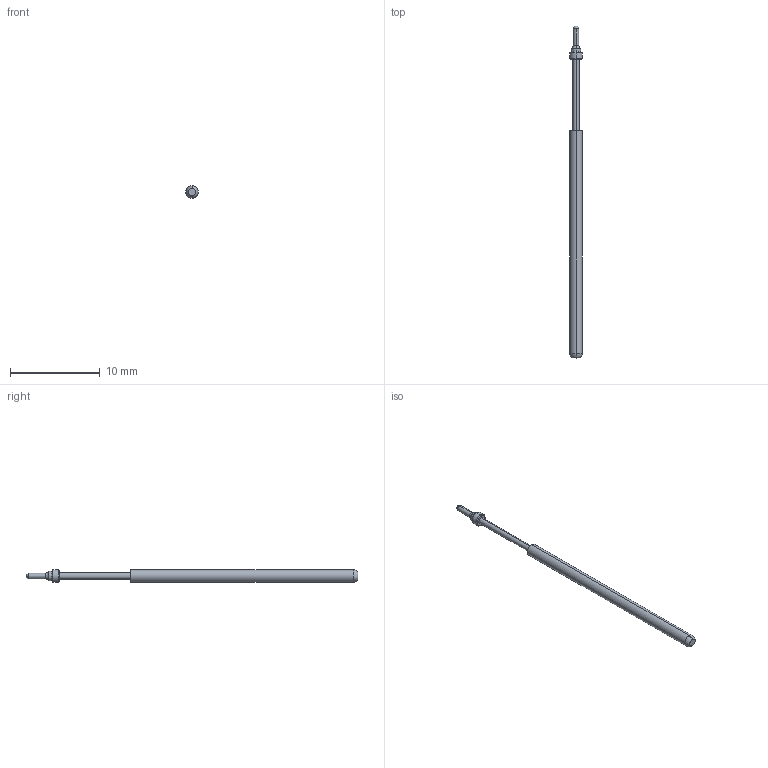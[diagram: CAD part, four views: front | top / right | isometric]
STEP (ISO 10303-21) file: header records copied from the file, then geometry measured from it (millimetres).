
FILE_DESCRIPTION (( 'STEP AP214' ), '1' );
FILE_NAME ('INGUN_111606.STEP', '2021-03-25T10:49:07', ( '' ), ( '' ), 'SwSTEP 2.0', 'SolidWorks 2018', '' );
FILE_SCHEMA (( 'AUTOMOTIVE_DESIGN' ));
Length unit declared in the file: millimetre
Products named in the file (1): INGUN_111606
Bounding box: 1.42 x 37.08 x 1.42 mm (x, y, z)
Volume: 42.5 mm3; surface area: 139.8 mm2
Topology: 1 solids, 1 shells, 23 faces, 48 edges, 27 vertices
Faces by surface type: cylinder 10, torus 8, plane 3, sphere 2
Entity records: 895 total; most frequent: DIRECTION 130, CARTESIAN_POINT 97, ORIENTED_EDGE 92, AXIS2_PLACEMENT_3D 60, EDGE_CURVE 46, CIRCLE 36, VERTEX_POINT 27, UNCERTAINTY_MEASURE_WITH_UNIT 26
